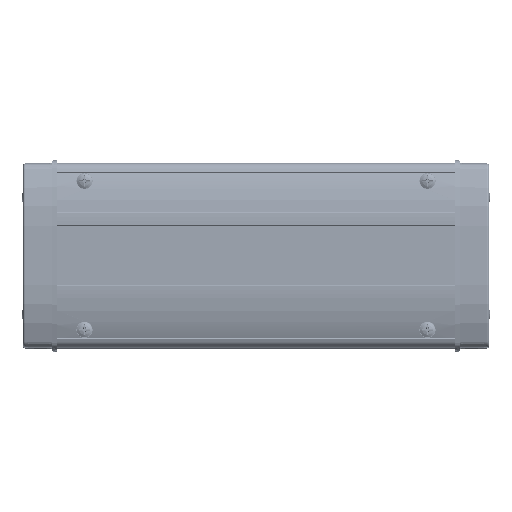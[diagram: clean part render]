
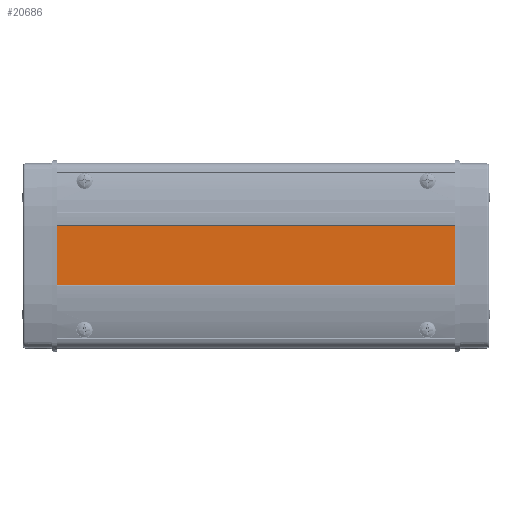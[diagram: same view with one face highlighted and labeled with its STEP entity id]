
A CAD part, top view. The second image highlights one B-rep face of the part: STEP entity #20686.
In plain terms, the highlighted face is planar.
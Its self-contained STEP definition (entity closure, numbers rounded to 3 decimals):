
#716=PLANE('',#22312);
#1809=FACE_OUTER_BOUND('',#3041,.T.);
#3041=EDGE_LOOP('',(#16146,#16147,#16148,#16149));
#4936=LINE('',#31502,#6504);
#5180=LINE('',#32057,#6748);
#5350=LINE('',#32433,#6918);
#5352=LINE('',#32438,#6920);
#6504=VECTOR('',#24995,10.);
#6748=VECTOR('',#25313,10.);
#6918=VECTOR('',#25841,10.);
#6920=VECTOR('',#25849,10.);
#8974=VERTEX_POINT('',#31499);
#8975=VERTEX_POINT('',#31501);
#9248=VERTEX_POINT('',#32054);
#9249=VERTEX_POINT('',#32056);
#11285=EDGE_CURVE('',#8975,#8974,#4936,.T.);
#11565=EDGE_CURVE('',#9249,#9248,#5180,.T.);
#11754=EDGE_CURVE('',#9249,#8974,#5350,.T.);
#11756=EDGE_CURVE('',#9248,#8975,#5352,.T.);
#16146=ORIENTED_EDGE('',*,*,#11285,.T.);
#16147=ORIENTED_EDGE('',*,*,#11754,.F.);
#16148=ORIENTED_EDGE('',*,*,#11565,.T.);
#16149=ORIENTED_EDGE('',*,*,#11756,.T.);
#20686=ADVANCED_FACE('',(#1809),#716,.T.);
#22312=AXIS2_PLACEMENT_3D('',#32439,#25850,#25851);
#24995=DIRECTION('',(0.,1.,0.));
#25313=DIRECTION('',(0.,-1.,0.));
#25841=DIRECTION('',(0.,0.,1.));
#25849=DIRECTION('',(0.,0.,1.));
#25850=DIRECTION('center_axis',(-1.,0.,0.));
#25851=DIRECTION('ref_axis',(0.,0.,1.));
#31499=CARTESIAN_POINT('',(2.,15.625,104.2));
#31501=CARTESIAN_POINT('',(2.,-15.625,104.2));
#31502=CARTESIAN_POINT('',(2.,-32.025,104.2));
#32054=CARTESIAN_POINT('',(2.,-15.625,-104.2));
#32056=CARTESIAN_POINT('',(2.,15.625,-104.2));
#32057=CARTESIAN_POINT('',(2.,16.4,-104.2));
#32433=CARTESIAN_POINT('',(2.,15.625,0.));
#32438=CARTESIAN_POINT('',(2.,-15.625,0.));
#32439=CARTESIAN_POINT('Origin',(2.,-15.625,0.));
